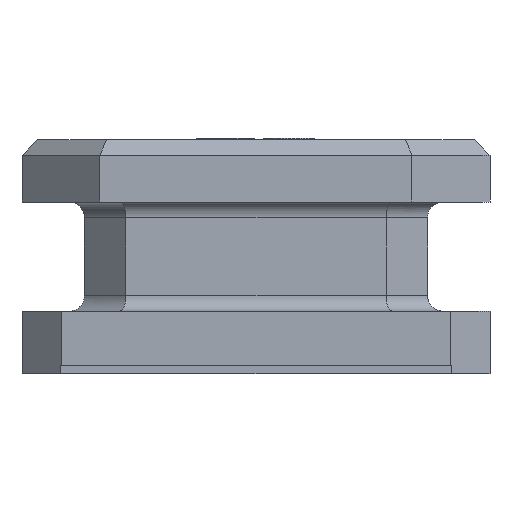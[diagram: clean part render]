
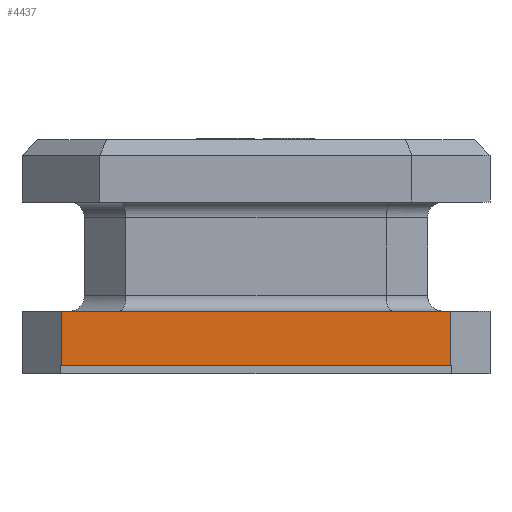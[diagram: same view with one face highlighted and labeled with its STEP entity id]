
A CAD part, left-side view. The second image highlights one B-rep face of the part: STEP entity #4437.
In plain terms, the highlighted planar face has unit normal (-1, 0, 0).
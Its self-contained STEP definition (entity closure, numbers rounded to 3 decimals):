
#50 = ORIENTED_EDGE ( 'NONE', *, *, #15365, .F. ) ;
#136 = LINE ( 'NONE', #16349, #16006 ) ;
#1900 = CARTESIAN_POINT ( 'NONE',  ( -1.5, 0., -1.1 ) ) ;
#2149 = VERTEX_POINT ( 'NONE', #9183 ) ;
#2193 = CARTESIAN_POINT ( 'NONE',  ( -1.5, 1.25, -1.05 ) ) ;
#2206 = DIRECTION ( 'NONE',  ( 0., 0., 1. ) ) ;
#2312 = LINE ( 'NONE', #7281, #3616 ) ;
#3616 = VECTOR ( 'NONE', #13509, 1000. ) ;
#4437 = ADVANCED_FACE ( 'NONE', ( #14287 ), #7991, .F. ) ;
#4618 = CARTESIAN_POINT ( 'NONE',  ( -1.5, -1.25, -1.05 ) ) ;
#4760 = ORIENTED_EDGE ( 'NONE', *, *, #9850, .F. ) ;
#4827 = DIRECTION ( 'NONE',  ( 0., 1., 0. ) ) ;
#4853 = VECTOR ( 'NONE', #2206, 1000. ) ;
#4977 = DIRECTION ( 'NONE',  ( 0., 0., 1. ) ) ;
#4982 = CARTESIAN_POINT ( 'NONE',  ( -1.5, 0., -1.05 ) ) ;
#5348 = VECTOR ( 'NONE', #4827, 1000. ) ;
#6213 = ORIENTED_EDGE ( 'NONE', *, *, #7379, .T. ) ;
#7177 = LINE ( 'NONE', #10050, #4853 ) ;
#7281 = CARTESIAN_POINT ( 'NONE',  ( -1.5, 0., -0.7 ) ) ;
#7379 = EDGE_CURVE ( 'NONE', #13912, #2149, #2312, .T. ) ;
#7991 = PLANE ( 'NONE',  #9471 ) ;
#9183 = CARTESIAN_POINT ( 'NONE',  ( -1.5, 1.25, -0.7 ) ) ;
#9471 = AXIS2_PLACEMENT_3D ( 'NONE', #1900, #13046, #10656 ) ;
#9850 = EDGE_CURVE ( 'NONE', #11461, #14140, #16353, .T. ) ;
#10050 = CARTESIAN_POINT ( 'NONE',  ( -1.5, 1.25, -1.1 ) ) ;
#10656 = DIRECTION ( 'NONE',  ( 0., 0., -1. ) ) ;
#11461 = VERTEX_POINT ( 'NONE', #4618 ) ;
#12994 = EDGE_CURVE ( 'NONE', #11461, #13912, #136, .T. ) ;
#13046 = DIRECTION ( 'NONE',  ( 1., 0., 0. ) ) ;
#13509 = DIRECTION ( 'NONE',  ( 0., 1., 0. ) ) ;
#13912 = VERTEX_POINT ( 'NONE', #16412 ) ;
#13958 = EDGE_LOOP ( 'NONE', ( #4760, #14127, #6213, #50 ) ) ;
#14127 = ORIENTED_EDGE ( 'NONE', *, *, #12994, .T. ) ;
#14140 = VERTEX_POINT ( 'NONE', #2193 ) ;
#14287 = FACE_OUTER_BOUND ( 'NONE', #13958, .T. ) ;
#15365 = EDGE_CURVE ( 'NONE', #14140, #2149, #7177, .T. ) ;
#16006 = VECTOR ( 'NONE', #4977, 1000. ) ;
#16349 = CARTESIAN_POINT ( 'NONE',  ( -1.5, -1.25, -1.1 ) ) ;
#16353 = LINE ( 'NONE', #4982, #5348 ) ;
#16412 = CARTESIAN_POINT ( 'NONE',  ( -1.5, -1.25, -0.7 ) ) ;
